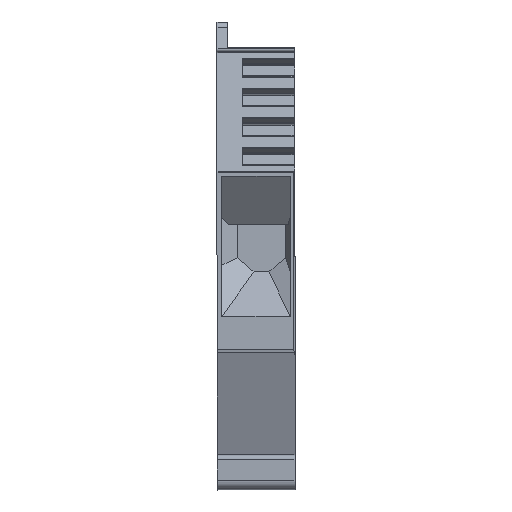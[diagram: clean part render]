
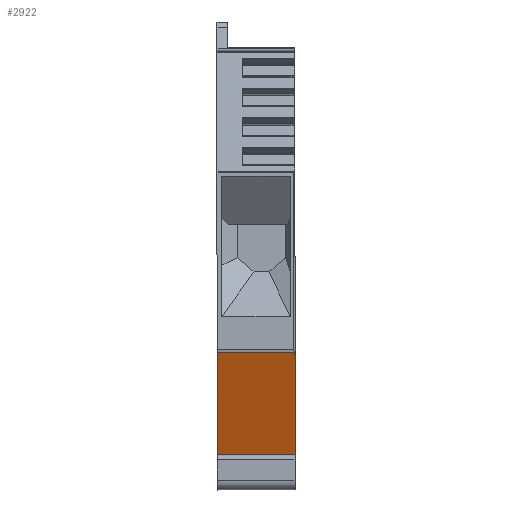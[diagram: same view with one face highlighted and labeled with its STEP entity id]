
A CAD part, front view. The second image highlights one B-rep face of the part: STEP entity #2922.
In plain terms, the highlighted planar face has unit normal (0, -0.927, -0.375).
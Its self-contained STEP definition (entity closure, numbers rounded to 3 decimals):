
#2901=AXIS2_PLACEMENT_3D('Plane Axis2P3D',#2898,#2899,#2900) ;
#438=CARTESIAN_POINT('Vertex',(7.9,0.2,13.576)) ;
#465=CARTESIAN_POINT('Vertex',(7.827,0.073,13.891)) ;
#469=CARTESIAN_POINT('Control Point',(7.9,0.2,13.576)) ;
#470=CARTESIAN_POINT('Control Point',(7.827,0.073,13.891)) ;
#491=CARTESIAN_POINT('Vertex',(0.,0.073,13.891)) ;
#494=CARTESIAN_POINT('Line Origine',(3.95,0.073,13.891)) ;
#1022=CARTESIAN_POINT('Line Origine',(7.9,2.313,8.347)) ;
#1026=CARTESIAN_POINT('Vertex',(7.9,4.425,3.118)) ;
#2898=CARTESIAN_POINT('Axis2P3D Location',(7.9,4.425,3.118)) ;
#2903=CARTESIAN_POINT('Line Origine',(0.,2.249,8.504)) ;
#2907=CARTESIAN_POINT('Vertex',(0.,4.425,3.118)) ;
#2910=CARTESIAN_POINT('Line Origine',(3.95,4.425,3.118)) ;
#495=DIRECTION('Vector Direction',(1.,0.,0.)) ;
#1023=DIRECTION('Vector Direction',(0.,-0.375,0.927)) ;
#2899=DIRECTION('Axis2P3D Direction',(0.,-0.927,-0.375)) ;
#2900=DIRECTION('Axis2P3D XDirection',(0.,-0.375,0.927)) ;
#2904=DIRECTION('Vector Direction',(0.,-0.375,0.927)) ;
#2911=DIRECTION('Vector Direction',(-1.,0.,0.)) ;
#496=VECTOR('Line Direction',#495,1.) ;
#1024=VECTOR('Line Direction',#1023,1.) ;
#2905=VECTOR('Line Direction',#2904,1.) ;
#2912=VECTOR('Line Direction',#2911,1.) ;
#2916=ORIENTED_EDGE('',*,*,#498,.T.) ;
#2917=ORIENTED_EDGE('',*,*,#2909,.T.) ;
#2918=ORIENTED_EDGE('',*,*,#2914,.F.) ;
#2919=ORIENTED_EDGE('',*,*,#1028,.F.) ;
#2920=ORIENTED_EDGE('',*,*,#471,.F.) ;
#2922=ADVANCED_FACE('KLTR',(#2921),#2902,.T.) ;
#468=B_SPLINE_CURVE_WITH_KNOTS('',1,(#469,#470),.UNSPECIFIED.,.F.,.U.,(2,2),(-0.174,0.174),.UNSPECIFIED.) ;
#471=EDGE_CURVE('',#466,#439,#468,.F.) ;
#498=EDGE_CURVE('',#466,#492,#497,.F.) ;
#1028=EDGE_CURVE('',#439,#1027,#1025,.F.) ;
#2909=EDGE_CURVE('',#492,#2908,#2906,.F.) ;
#2914=EDGE_CURVE('',#1027,#2908,#2913,.T.) ;
#2915=EDGE_LOOP('',(#2916,#2917,#2918,#2919,#2920)) ;
#2921=FACE_OUTER_BOUND('',#2915,.T.) ;
#497=LINE('Line',#494,#496) ;
#1025=LINE('Line',#1022,#1024) ;
#2906=LINE('Line',#2903,#2905) ;
#2913=LINE('Line',#2910,#2912) ;
#2902=PLANE('',#2901) ;
#439=VERTEX_POINT('',#438) ;
#466=VERTEX_POINT('',#465) ;
#492=VERTEX_POINT('',#491) ;
#1027=VERTEX_POINT('',#1026) ;
#2908=VERTEX_POINT('',#2907) ;
